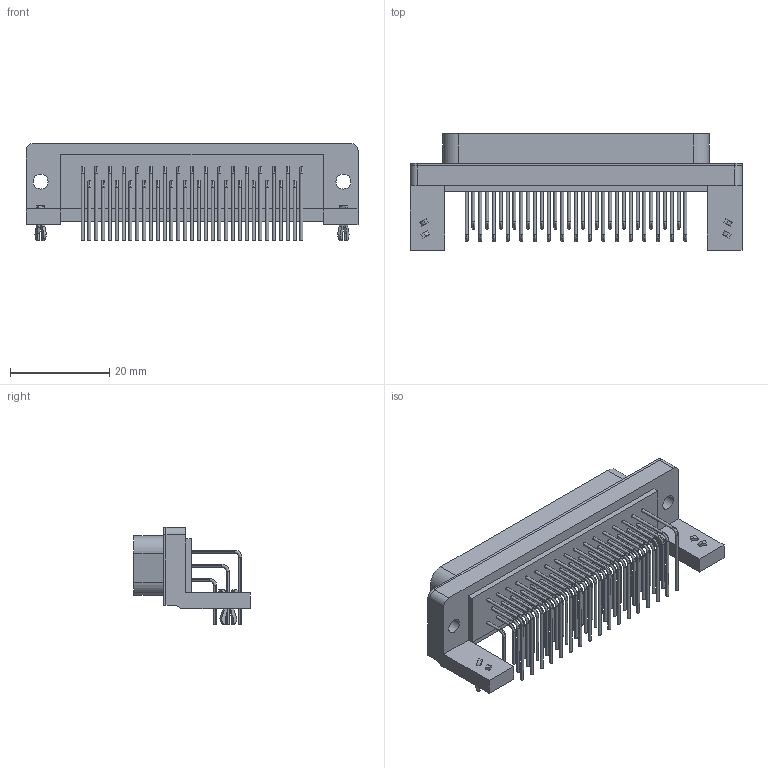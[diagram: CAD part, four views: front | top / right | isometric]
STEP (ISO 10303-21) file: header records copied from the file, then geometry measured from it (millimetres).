
FILE_DESCRIPTION((''),'2;1');
FILE_NAME('HARTING_09 66 562 7811.stp','2012-07-31T14:07:28',(''),(''),'Mechanical Desktop 2011','Mechanical Desktop 2011',', , ');
FILE_SCHEMA(('AUTOMOTIVE_DESIGN { 1 2 10303 214 1 1 1 1 }'));
Length unit declared in the file: millimetre
Products named in the file (1): Product
Bounding box: 67 x 23.5 x 19.6 mm (x, y, z)
Volume: 6424.9 mm3; surface area: 9057.2 mm2
Topology: 111 solids, 111 shells, 730 faces, 1524 edges, 1014 vertices
Faces by surface type: cylinder 328, plane 269, torus 100, bspline 33
Entity records: 19975 total; most frequent: DIRECTION 3886, CARTESIAN_POINT 3424, ORIENTED_EDGE 3048, AXIS2_PLACEMENT_3D 1664, EDGE_CURVE 1524, VERTEX_POINT 1014, CIRCLE 966, EDGE_LOOP 742
